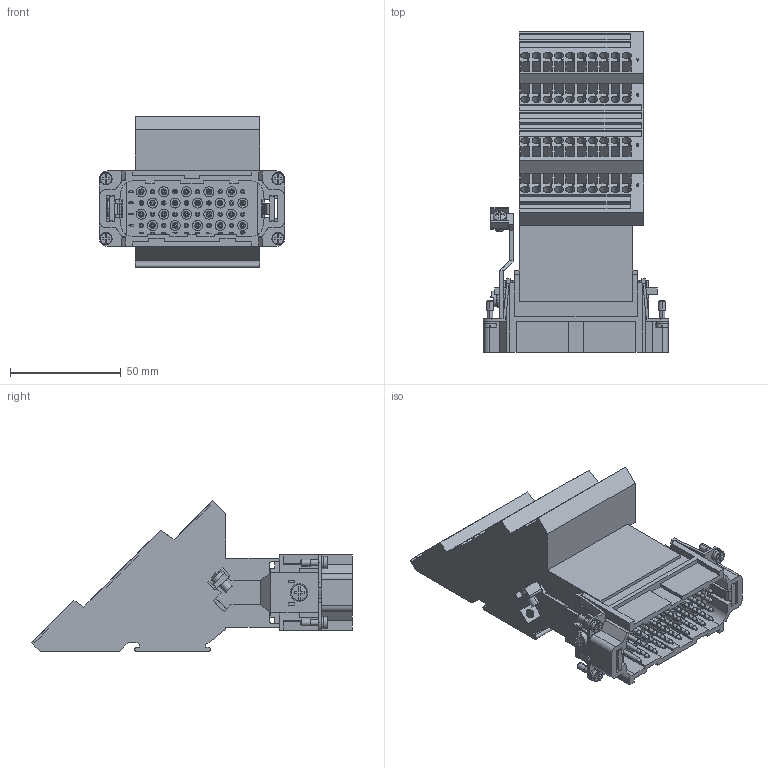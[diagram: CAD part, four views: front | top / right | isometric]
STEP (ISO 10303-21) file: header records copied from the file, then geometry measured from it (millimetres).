
FILE_DESCRIPTION((''),'2;1');
FILE_NAME('CTM 40 L.stp','2006-11-27T12:34:56',('gembarski'),(''),'Autodesk Inventor 7','Autodesk Inventor 7','');
FILE_SCHEMA(('AUTOMOTIVE_DESIGN { 1 0 10303 214 1 1 1 1 }'));
Length unit declared in the file: millimetre
Products named in the file (1): CTM 40 L
Bounding box: 83.5 x 144.5 x 68 mm (x, y, z)
Volume: 255057.8 mm3; surface area: 65260.6 mm2
Topology: 3 solids, 3 shells, 2174 faces, 5627 edges, 3699 vertices
Faces by surface type: plane 1089, bspline 683, cylinder 308, cone 84, sphere 6, torus 4
Entity records: 69399 total; most frequent: CARTESIAN_POINT 19484, ORIENTED_EDGE 11262, DIRECTION 8384, EDGE_CURVE 5631, VECTOR 3742, LINE 3742, VERTEX_POINT 3699, EDGE_LOOP 2454
